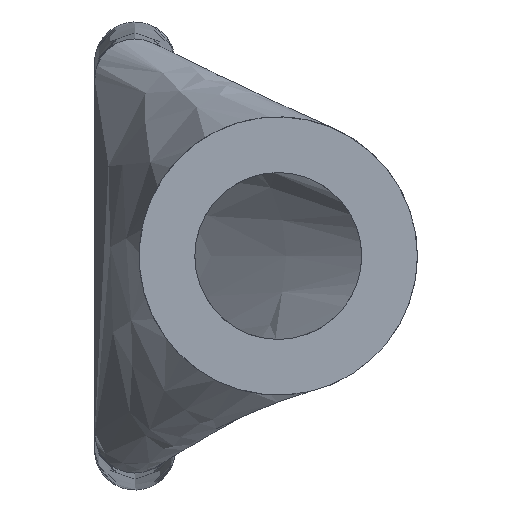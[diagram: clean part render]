
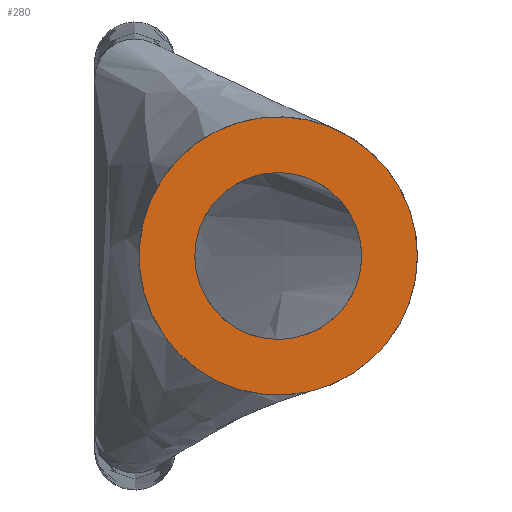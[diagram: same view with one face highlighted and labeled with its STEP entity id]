
A CAD part, front view. The second image highlights one B-rep face of the part: STEP entity #280.
In plain terms, the highlighted planar face has unit normal (0, -1, 0).
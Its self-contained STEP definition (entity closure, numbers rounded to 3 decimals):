
#89=ORIENTED_EDGE('',*,*,#155,.T.);
#90=ORIENTED_EDGE('',*,*,#160,.F.);
#155=EDGE_CURVE('',#189,#189,#213,.T.);
#160=EDGE_CURVE('',#194,#194,#217,.T.);
#189=VERTEX_POINT('',#517);
#194=VERTEX_POINT('',#531);
#213=CIRCLE('',#316,1.5);
#217=CIRCLE('',#321,2.5);
#232=EDGE_LOOP('',(#89));
#233=EDGE_LOOP('',(#90));
#256=FACE_BOUND('',#232,.T.);
#257=FACE_BOUND('',#233,.T.);
#272=PLANE('',#322);
#280=ADVANCED_FACE('',(#256,#257),#272,.F.);
#316=AXIS2_PLACEMENT_3D('',#516,#366,#367);
#321=AXIS2_PLACEMENT_3D('',#530,#376,#377);
#322=AXIS2_PLACEMENT_3D('',#532,#378,#379);
#366=DIRECTION('',(0.,1.,0.));
#367=DIRECTION('',(1.,0.,0.));
#376=DIRECTION('',(0.,1.,0.));
#377=DIRECTION('',(1.,0.,0.));
#378=DIRECTION('',(0.,1.,0.));
#379=DIRECTION('',(0.,0.,1.));
#516=CARTESIAN_POINT('',(0.,0.,0.));
#517=CARTESIAN_POINT('',(1.5,0.,0.));
#530=CARTESIAN_POINT('',(0.,0.,0.));
#531=CARTESIAN_POINT('',(2.5,0.,0.));
#532=CARTESIAN_POINT('',(0.,0.,0.));
